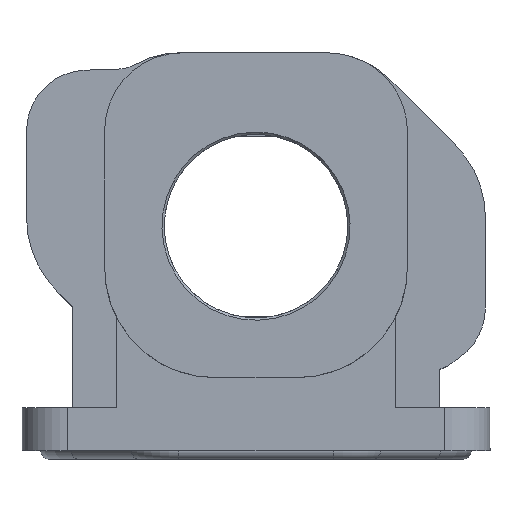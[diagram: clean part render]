
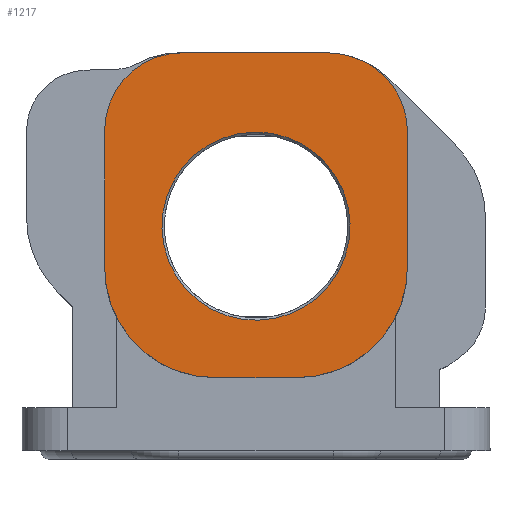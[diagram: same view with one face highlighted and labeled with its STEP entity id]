
A CAD part, left-side view. The second image highlights one B-rep face of the part: STEP entity #1217.
In plain terms, the highlighted planar face has unit normal (-1, 0, 0).
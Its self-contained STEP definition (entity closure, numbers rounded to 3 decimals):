
#1132=AXIS2_PLACEMENT_3D('Plane Axis2P3D',#1129,#1130,#1131) ;
#1145=AXIS2_PLACEMENT_3D('Circle Axis2P3D',#1143,#1144,$) ;
#1152=AXIS2_PLACEMENT_3D('Circle Axis2P3D',#1150,#1151,$) ;
#1157=AXIS2_PLACEMENT_3D('Circle Axis2P3D',#1155,#1156,$) ;
#1171=AXIS2_PLACEMENT_3D('Circle Axis2P3D',#1169,#1170,$) ;
#1185=AXIS2_PLACEMENT_3D('Circle Axis2P3D',#1183,#1184,$) ;
#1201=AXIS2_PLACEMENT_3D('Circle Axis2P3D',#1199,#1200,$) ;
#1210=AXIS2_PLACEMENT_3D('Circle Axis2P3D',#1208,#1209,$) ;
#68=CARTESIAN_POINT('Line Origine',(0.,25.735,44.3)) ;
#72=CARTESIAN_POINT('Vertex',(0.,33.5,44.3)) ;
#74=CARTESIAN_POINT('Vertex',(0.,17.969,44.3)) ;
#1129=CARTESIAN_POINT('Axis2P3D Location',(0.,25.5,26.3)) ;
#1134=CARTESIAN_POINT('Line Origine',(0.,9.,28.312)) ;
#1138=CARTESIAN_POINT('Vertex',(0.,9.,20.9)) ;
#1140=CARTESIAN_POINT('Vertex',(0.,9.,35.725)) ;
#1143=CARTESIAN_POINT('Axis2P3D Location',(0.,17.5,35.725)) ;
#1147=CARTESIAN_POINT('Vertex',(0.,14.841,43.798)) ;
#1150=CARTESIAN_POINT('Axis2P3D Location',(0.,17.969,34.3)) ;
#1155=CARTESIAN_POINT('Axis2P3D Location',(0.,33.5,35.8)) ;
#1159=CARTESIAN_POINT('Vertex',(0.,42.,35.8)) ;
#1162=CARTESIAN_POINT('Line Origine',(0.,42.,28.35)) ;
#1166=CARTESIAN_POINT('Vertex',(0.,42.,20.9)) ;
#1169=CARTESIAN_POINT('Axis2P3D Location',(0.,30.,20.9)) ;
#1173=CARTESIAN_POINT('Vertex',(0.,30.,8.9)) ;
#1176=CARTESIAN_POINT('Line Origine',(0.,25.5,8.9)) ;
#1180=CARTESIAN_POINT('Vertex',(0.,21.,8.9)) ;
#1183=CARTESIAN_POINT('Axis2P3D Location',(0.,21.,20.9)) ;
#1199=CARTESIAN_POINT('Axis2P3D Location',(0.,25.5,25.4)) ;
#1203=CARTESIAN_POINT('Vertex',(0.,16.505,20.486)) ;
#1205=CARTESIAN_POINT('Vertex',(0.,34.495,30.314)) ;
#1208=CARTESIAN_POINT('Axis2P3D Location',(0.,25.5,25.4)) ;
#69=DIRECTION('Vector Direction',(0.,-1.,0.)) ;
#1130=DIRECTION('Axis2P3D Direction',(-1.,0.,0.)) ;
#1131=DIRECTION('Axis2P3D XDirection',(0.,1.,0.)) ;
#1135=DIRECTION('Vector Direction',(0.,0.,1.)) ;
#1144=DIRECTION('Axis2P3D Direction',(-1.,0.,0.)) ;
#1151=DIRECTION('Axis2P3D Direction',(-1.,0.,0.)) ;
#1156=DIRECTION('Axis2P3D Direction',(-1.,0.,0.)) ;
#1163=DIRECTION('Vector Direction',(0.,0.,1.)) ;
#1170=DIRECTION('Axis2P3D Direction',(-1.,0.,0.)) ;
#1177=DIRECTION('Vector Direction',(0.,-1.,0.)) ;
#1184=DIRECTION('Axis2P3D Direction',(-1.,0.,0.)) ;
#1200=DIRECTION('Axis2P3D Direction',(-1.,0.,0.)) ;
#1209=DIRECTION('Axis2P3D Direction',(-1.,0.,0.)) ;
#70=VECTOR('Line Direction',#69,1.) ;
#1136=VECTOR('Line Direction',#1135,1.) ;
#1164=VECTOR('Line Direction',#1163,1.) ;
#1178=VECTOR('Line Direction',#1177,1.) ;
#1189=ORIENTED_EDGE('',*,*,#1142,.T.) ;
#1190=ORIENTED_EDGE('',*,*,#1149,.F.) ;
#1191=ORIENTED_EDGE('',*,*,#1154,.F.) ;
#1192=ORIENTED_EDGE('',*,*,#76,.F.) ;
#1193=ORIENTED_EDGE('',*,*,#1161,.F.) ;
#1194=ORIENTED_EDGE('',*,*,#1168,.F.) ;
#1195=ORIENTED_EDGE('',*,*,#1175,.F.) ;
#1196=ORIENTED_EDGE('',*,*,#1182,.T.) ;
#1197=ORIENTED_EDGE('',*,*,#1187,.F.) ;
#1214=ORIENTED_EDGE('',*,*,#1207,.F.) ;
#1215=ORIENTED_EDGE('',*,*,#1212,.F.) ;
#1216=FACE_BOUND('',#1213,.T.) ;
#1217=ADVANCED_FACE('Hauptk\X2\00F6\X0\rper',(#1198,#1216),#1133,.T.) ;
#1146=CIRCLE('generated circle',#1145,8.5) ;
#1153=CIRCLE('generated circle',#1152,10.) ;
#1158=CIRCLE('generated circle',#1157,8.5) ;
#1172=CIRCLE('generated circle',#1171,12.) ;
#1186=CIRCLE('generated circle',#1185,12.) ;
#1202=CIRCLE('generated circle',#1201,10.25) ;
#1211=CIRCLE('generated circle',#1210,10.25) ;
#76=EDGE_CURVE('',#73,#75,#71,.T.) ;
#1142=EDGE_CURVE('',#1139,#1141,#1137,.T.) ;
#1149=EDGE_CURVE('',#1148,#1141,#1146,.F.) ;
#1154=EDGE_CURVE('',#75,#1148,#1153,.F.) ;
#1161=EDGE_CURVE('',#1160,#73,#1158,.F.) ;
#1168=EDGE_CURVE('',#1167,#1160,#1165,.T.) ;
#1175=EDGE_CURVE('',#1174,#1167,#1172,.F.) ;
#1182=EDGE_CURVE('',#1174,#1181,#1179,.T.) ;
#1187=EDGE_CURVE('',#1139,#1181,#1186,.F.) ;
#1207=EDGE_CURVE('',#1204,#1206,#1202,.T.) ;
#1212=EDGE_CURVE('',#1206,#1204,#1211,.T.) ;
#1188=EDGE_LOOP('',(#1189,#1190,#1191,#1192,#1193,#1194,#1195,#1196,#1197)) ;
#1213=EDGE_LOOP('',(#1214,#1215)) ;
#1198=FACE_OUTER_BOUND('',#1188,.T.) ;
#71=LINE('Line',#68,#70) ;
#1137=LINE('Line',#1134,#1136) ;
#1165=LINE('Line',#1162,#1164) ;
#1179=LINE('Line',#1176,#1178) ;
#1133=PLANE('',#1132) ;
#73=VERTEX_POINT('',#72) ;
#75=VERTEX_POINT('',#74) ;
#1139=VERTEX_POINT('',#1138) ;
#1141=VERTEX_POINT('',#1140) ;
#1148=VERTEX_POINT('',#1147) ;
#1160=VERTEX_POINT('',#1159) ;
#1167=VERTEX_POINT('',#1166) ;
#1174=VERTEX_POINT('',#1173) ;
#1181=VERTEX_POINT('',#1180) ;
#1204=VERTEX_POINT('',#1203) ;
#1206=VERTEX_POINT('',#1205) ;
